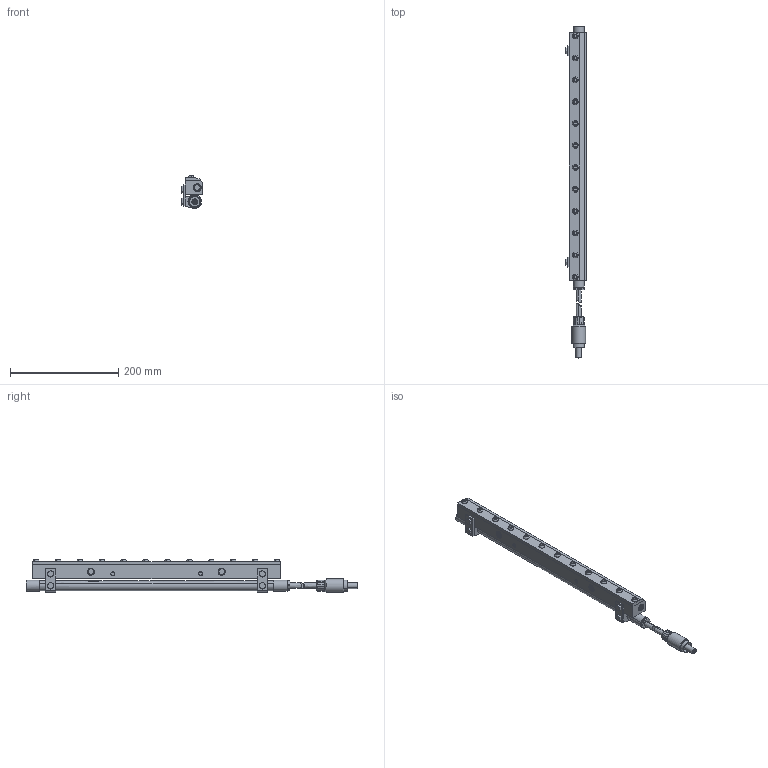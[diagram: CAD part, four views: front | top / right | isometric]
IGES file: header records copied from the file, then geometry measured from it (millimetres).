
Start section: START RECORD GO HERE.
Global section: file name: 15018.igs; native system: DASSAULT SYSTEMES CATIA V5 R21 - www.3ds.com; preprocessor: CATIA Version 5 Release 21 ; author: Het Padachh; organization: DESKTOP-DL55NFQ; date: 20201118.143751; units: millimetre
Bounding box: 38.65 x 612.8 x 60.81 mm (x, y, z)
Volume: 163966.2 mm3; surface area: 115386.4 mm2
Topology: 4 solids, 5 shells, 1773 faces, 4765 edges, 3092 vertices
Faces by surface type: extrusion 527, plane 457, bspline 418, revolution 371
